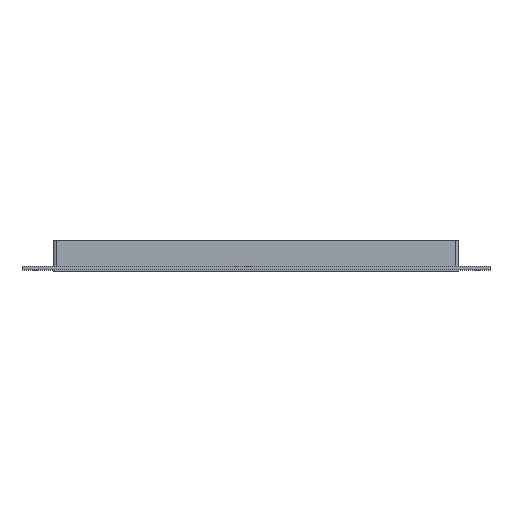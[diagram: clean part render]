
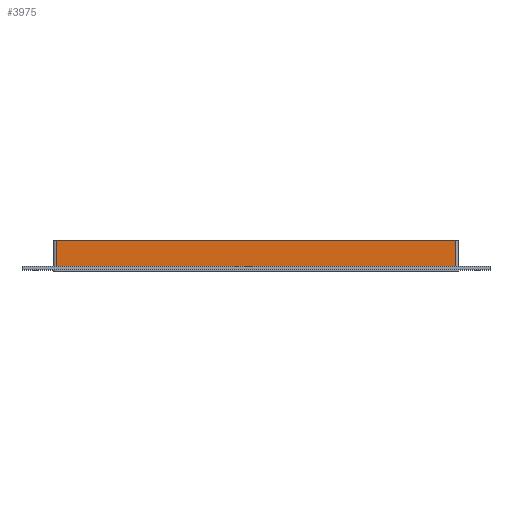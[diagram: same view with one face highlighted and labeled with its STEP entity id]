
A CAD part, top view. The second image highlights one B-rep face of the part: STEP entity #3975.
In plain terms, the highlighted planar face has unit normal (0, 0, 1).
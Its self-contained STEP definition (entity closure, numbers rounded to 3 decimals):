
#1639=CARTESIAN_POINT('',(-386.5,57.0,435.));
#1640=VERTEX_POINT('',#1639);
#1648=CARTESIAN_POINT('',(386.5,57.0,435.));
#1649=VERTEX_POINT('',#1648);
#1650=CARTESIAN_POINT('',(-386.5,57.0,435.));
#1651=DIRECTION('',(1.0,0.0,0.0));
#1652=VECTOR('',#1651,773.0);
#1653=LINE('',#1650,#1652);
#1654=EDGE_CURVE('',#1640,#1649,#1653,.T.);
#3413=CARTESIAN_POINT('',(386.5,6.,435.));
#3414=VERTEX_POINT('',#3413);
#3422=CARTESIAN_POINT('',(-386.5,6.,435.));
#3423=VERTEX_POINT('',#3422);
#3424=CARTESIAN_POINT('',(-386.5,6.,435.));
#3425=DIRECTION('',(1.0,0.0,0.0));
#3426=VECTOR('',#3425,773.0);
#3427=LINE('',#3424,#3426);
#3428=EDGE_CURVE('',#3423,#3414,#3427,.T.);
#3739=CARTESIAN_POINT('',(386.5,57.0,435.));
#3740=DIRECTION('',(0.0,-1.0,0.0));
#3741=VECTOR('',#3740,51.0);
#3742=LINE('',#3739,#3741);
#3743=EDGE_CURVE('',#1649,#3414,#3742,.T.);
#3953=CARTESIAN_POINT('',(-386.5,6.,435.));
#3954=DIRECTION('',(0.0,1.0,0.0));
#3955=VECTOR('',#3954,51.0);
#3956=LINE('',#3953,#3955);
#3957=EDGE_CURVE('',#3423,#1640,#3956,.T.);
#3964=CARTESIAN_POINT('',(-392.5,0.0,435.));
#3965=DIRECTION('',(0.0,0.0,1.0));
#3966=DIRECTION('',(1.0,0.0,0.0));
#3967=AXIS2_PLACEMENT_3D('',#3964,#3965,#3966);
#3968=PLANE('',#3967);
#3969=ORIENTED_EDGE('',*,*,#3428,.T.);
#3970=ORIENTED_EDGE('',*,*,#3743,.F.);
#3971=ORIENTED_EDGE('',*,*,#1654,.F.);
#3972=ORIENTED_EDGE('',*,*,#3957,.F.);
#3973=EDGE_LOOP('',(#3969,#3970,#3971,#3972));
#3974=FACE_OUTER_BOUND('',#3973,.T.);
#3975=ADVANCED_FACE('',(#3974),#3968,.T.);
